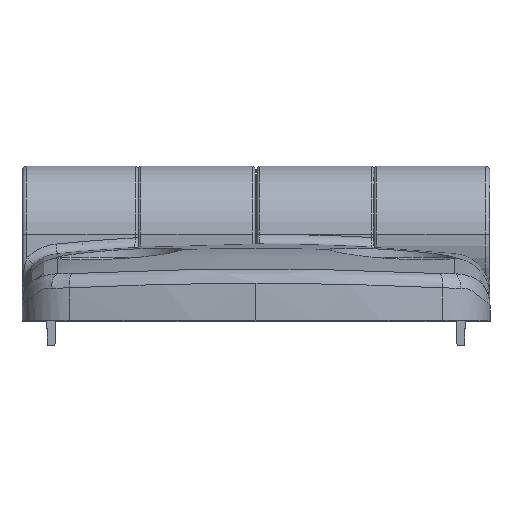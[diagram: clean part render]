
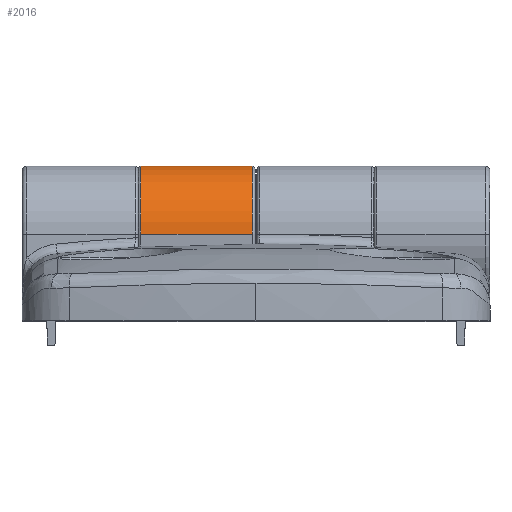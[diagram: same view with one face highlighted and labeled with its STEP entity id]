
A CAD part, top view. The second image highlights one B-rep face of the part: STEP entity #2016.
In plain terms, the highlighted cylindrical face has radius 7 mm (diameter 14 mm), a partial arc.
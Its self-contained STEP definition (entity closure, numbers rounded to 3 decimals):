
#8 = CARTESIAN_POINT ( 'NONE',  ( 24., 8.9, 0. ) ) ;
#316 = EDGE_CURVE ( 'NONE', #2848, #439, #2399, .T. ) ;
#439 = VERTEX_POINT ( 'NONE', #869 ) ;
#710 = AXIS2_PLACEMENT_3D ( 'NONE', #1814, #4316, #2168 ) ;
#742 = CARTESIAN_POINT ( 'NONE',  ( -0.4, 8.9, 7. ) ) ;
#869 = CARTESIAN_POINT ( 'NONE',  ( -11.8, 8.9, 7. ) ) ;
#953 = VERTEX_POINT ( 'NONE', #2594 ) ;
#1050 = VERTEX_POINT ( 'NONE', #3503 ) ;
#1130 = CIRCLE ( 'NONE', #710, 7. ) ;
#1222 = EDGE_CURVE ( 'NONE', #2848, #1050, #1353, .T. ) ;
#1353 = CIRCLE ( 'NONE', #3658, 7. ) ;
#1453 = CARTESIAN_POINT ( 'NONE',  ( -0.4, 8.9, 0. ) ) ;
#1603 = ORIENTED_EDGE ( 'NONE', *, *, #1720, .T. ) ;
#1720 = EDGE_CURVE ( 'NONE', #1050, #953, #2599, .T. ) ;
#1723 = CYLINDRICAL_SURFACE ( 'NONE', #4194, 7. ) ;
#1796 = DIRECTION ( 'NONE',  ( 0., 0., -1. ) ) ;
#1814 = CARTESIAN_POINT ( 'NONE',  ( -11.8, 8.9, 0. ) ) ;
#1884 = CARTESIAN_POINT ( 'NONE',  ( 24., 8.9, 7. ) ) ;
#2016 = ADVANCED_FACE ( 'NONE', ( #4564 ), #1723, .T. ) ;
#2168 = DIRECTION ( 'NONE',  ( 0., 0., -1. ) ) ;
#2253 = ORIENTED_EDGE ( 'NONE', *, *, #316, .F. ) ;
#2399 = LINE ( 'NONE', #1884, #3232 ) ;
#2594 = CARTESIAN_POINT ( 'NONE',  ( -11.8, 8.9, -7. ) ) ;
#2599 = LINE ( 'NONE', #2981, #3448 ) ;
#2737 = EDGE_LOOP ( 'NONE', ( #2253, #2986, #1603, #2858 ) ) ;
#2848 = VERTEX_POINT ( 'NONE', #742 ) ;
#2858 = ORIENTED_EDGE ( 'NONE', *, *, #4076, .T. ) ;
#2909 = DIRECTION ( 'NONE',  ( -1., 0., 0. ) ) ;
#2981 = CARTESIAN_POINT ( 'NONE',  ( 24., 8.9, -7. ) ) ;
#2986 = ORIENTED_EDGE ( 'NONE', *, *, #1222, .T. ) ;
#3232 = VECTOR ( 'NONE', #2909, 1000. ) ;
#3357 = DIRECTION ( 'NONE',  ( -1., 0., 0. ) ) ;
#3448 = VECTOR ( 'NONE', #3357, 1000. ) ;
#3503 = CARTESIAN_POINT ( 'NONE',  ( -0.4, 8.9, -7. ) ) ;
#3530 = DIRECTION ( 'NONE',  ( 0., 0., 1. ) ) ;
#3658 = AXIS2_PLACEMENT_3D ( 'NONE', #1453, #3950, #1796 ) ;
#3902 = DIRECTION ( 'NONE',  ( -1., 0., 0. ) ) ;
#3950 = DIRECTION ( 'NONE',  ( -1., 0., 0. ) ) ;
#4076 = EDGE_CURVE ( 'NONE', #953, #439, #1130, .T. ) ;
#4194 = AXIS2_PLACEMENT_3D ( 'NONE', #8, #3902, #3530 ) ;
#4316 = DIRECTION ( 'NONE',  ( 1., 0., 0. ) ) ;
#4564 = FACE_OUTER_BOUND ( 'NONE', #2737, .T. ) ;
